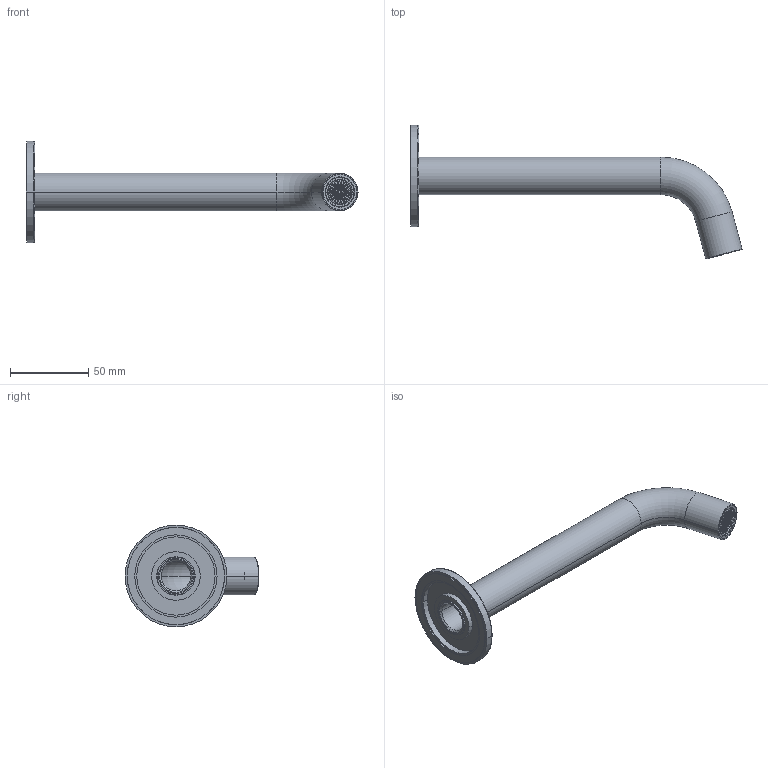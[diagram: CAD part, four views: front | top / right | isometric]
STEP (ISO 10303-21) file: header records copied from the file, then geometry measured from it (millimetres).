
FILE_DESCRIPTION((''),'2;1');
FILE_NAME('100090228_ASM','2023-05-23T16:34:04',('tec22'),(''),'CREO PARAMETRIC BY PTC INC, 2018260','CREO PARAMETRIC BY PTC INC, 2018260','');
FILE_SCHEMA(('CONFIG_CONTROL_DESIGN'));
Length unit declared in the file: millimetre
Products named in the file (6): 203125170126; 206024230126; 207011430601; 208000740601; 203100579901; 100090228_ASM
Assembly tree (5 placements, depth 2):
  100090228_ASM
    203125170126
    206024230126
    207011430601
    208000740601
    203100579901
Bounding box: 212.02 x 85.54 x 65 mm (x, y, z)
Volume: 28517.7 mm3; surface area: 54902.1 mm2
Topology: 8 solids, 11 shells, 1226 faces, 2862 edges, 1882 vertices
Faces by surface type: plane 832, cylinder 342, torus 36, cone 16
Entity records: 36820 total; most frequent: CARTESIAN_POINT 8543, ORIENTED_EDGE 5712, DIRECTION 5598, EDGE_CURVE 2862, VECTOR 2044, LINE 2044, VERTEX_POINT 1882, AXIS2_PLACEMENT_3D 1777
